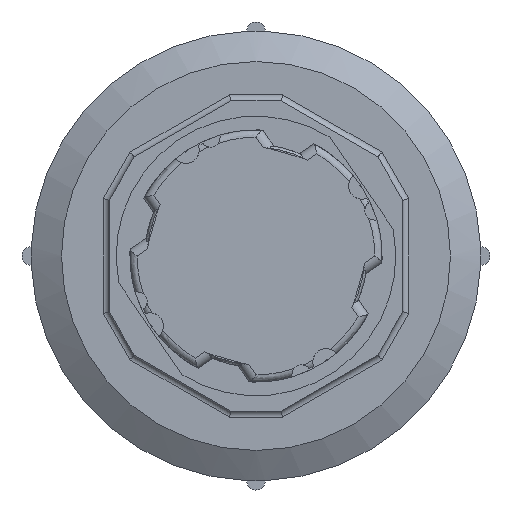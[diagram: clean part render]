
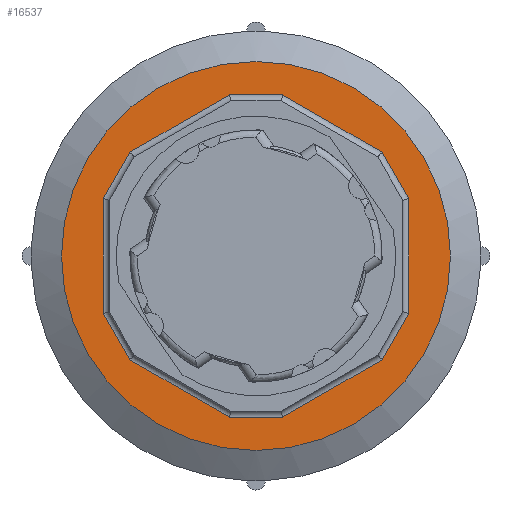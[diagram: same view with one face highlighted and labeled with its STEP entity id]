
A CAD part, front view. The second image highlights one B-rep face of the part: STEP entity #16537.
In plain terms, the highlighted planar face has unit normal (0, -1, 0).
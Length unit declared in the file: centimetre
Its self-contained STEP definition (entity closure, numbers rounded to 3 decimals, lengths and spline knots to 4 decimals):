
#334=FACE_BOUND('',#1661,.T.);
#444=CIRCLE('',#17499,1.6);
#759=FACE_OUTER_BOUND('',#1660,.T.);
#1660=EDGE_LOOP('',(#11119));
#1661=EDGE_LOOP('',(#11120,#11121,#11122,#11123,#11124,#11125,#11126,#11127,
#11128,#11129,#11130,#11131));
#2643=LINE('',#23635,#4693);
#2645=LINE('',#23643,#4695);
#2647=LINE('',#23649,#4697);
#2649=LINE('',#23656,#4699);
#2651=LINE('',#23664,#4701);
#2653=LINE('',#23670,#4703);
#2655=LINE('',#23676,#4705);
#2657=LINE('',#23681,#4707);
#2659=LINE('',#23685,#4709);
#2661=LINE('',#23691,#4711);
#2663=LINE('',#23697,#4713);
#2665=LINE('',#23702,#4715);
#4693=VECTOR('',#18892,0.9439);
#4695=VECTOR('',#18900,0.4401);
#4697=VECTOR('',#18906,0.9439);
#4699=VECTOR('',#18912,0.4401);
#4701=VECTOR('',#18920,0.4401);
#4703=VECTOR('',#18926,0.9439);
#4705=VECTOR('',#18932,0.4401);
#4707=VECTOR('',#18938,0.9439);
#4709=VECTOR('',#18942,0.9439);
#4711=VECTOR('',#18948,0.4401);
#4713=VECTOR('',#18954,0.9439);
#4715=VECTOR('',#18960,0.4401);
#6796=VERTEX_POINT('',#23633);
#6797=VERTEX_POINT('',#23634);
#6800=VERTEX_POINT('',#23642);
#6802=VERTEX_POINT('',#23648);
#6804=VERTEX_POINT('',#23654);
#6805=VERTEX_POINT('',#23655);
#6808=VERTEX_POINT('',#23663);
#6810=VERTEX_POINT('',#23669);
#6812=VERTEX_POINT('',#23675);
#6814=VERTEX_POINT('',#23684);
#6816=VERTEX_POINT('',#23690);
#6818=VERTEX_POINT('',#23696);
#6827=VERTEX_POINT('',#23731);
#8486=EDGE_CURVE('',#6796,#6797,#2643,.T.);
#8490=EDGE_CURVE('',#6797,#6800,#2645,.T.);
#8493=EDGE_CURVE('',#6800,#6802,#2647,.T.);
#8496=EDGE_CURVE('',#6804,#6805,#2649,.T.);
#8500=EDGE_CURVE('',#6802,#6808,#2651,.T.);
#8503=EDGE_CURVE('',#6808,#6810,#2653,.T.);
#8506=EDGE_CURVE('',#6810,#6812,#2655,.T.);
#8509=EDGE_CURVE('',#6812,#6804,#2657,.T.);
#8511=EDGE_CURVE('',#6805,#6814,#2659,.T.);
#8514=EDGE_CURVE('',#6814,#6816,#2661,.T.);
#8517=EDGE_CURVE('',#6816,#6818,#2663,.T.);
#8520=EDGE_CURVE('',#6818,#6796,#2665,.T.);
#8535=EDGE_CURVE('',#6827,#6827,#444,.T.);
#11119=ORIENTED_EDGE('',*,*,#8535,.T.);
#11120=ORIENTED_EDGE('',*,*,#8496,.F.);
#11121=ORIENTED_EDGE('',*,*,#8509,.F.);
#11122=ORIENTED_EDGE('',*,*,#8506,.F.);
#11123=ORIENTED_EDGE('',*,*,#8503,.F.);
#11124=ORIENTED_EDGE('',*,*,#8500,.F.);
#11125=ORIENTED_EDGE('',*,*,#8493,.F.);
#11126=ORIENTED_EDGE('',*,*,#8490,.F.);
#11127=ORIENTED_EDGE('',*,*,#8486,.F.);
#11128=ORIENTED_EDGE('',*,*,#8520,.F.);
#11129=ORIENTED_EDGE('',*,*,#8517,.F.);
#11130=ORIENTED_EDGE('',*,*,#8514,.F.);
#11131=ORIENTED_EDGE('',*,*,#8511,.F.);
#15793=PLANE('',#17498);
#16537=ADVANCED_FACE('',(#759,#334),#15793,.T.);
#17498=AXIS2_PLACEMENT_3D('',#23730,#18987,#18988);
#17499=AXIS2_PLACEMENT_3D('',#23732,#18989,#18990);
#18892=DIRECTION('',(0.866,0.,-0.5));
#18900=DIRECTION('',(1.,0.,0.));
#18906=DIRECTION('',(0.866,0.,0.5));
#18912=DIRECTION('',(-1.,0.,0.));
#18920=DIRECTION('',(0.5,0.,0.866));
#18926=DIRECTION('',(0.,0.,1.));
#18932=DIRECTION('',(-0.5,0.,0.866));
#18938=DIRECTION('',(-0.866,0.,0.5));
#18942=DIRECTION('',(-0.866,0.,-0.5));
#18948=DIRECTION('',(-0.5,0.,-0.866));
#18954=DIRECTION('',(0.,0.,-1.));
#18960=DIRECTION('',(0.5,0.,-0.866));
#18987=DIRECTION('center_axis',(0.,-1.,0.));
#18988=DIRECTION('ref_axis',(0.,0.,
-1.));
#18989=DIRECTION('center_axis',(0.,-1.,0.));
#18990=DIRECTION('ref_axis',(1.,0.,0.));
#23633=CARTESIAN_POINT('',(-0.2082,0.7892,-2.2007));
#23634=CARTESIAN_POINT('',(0.6092,0.7892,-2.6727));
#23635=CARTESIAN_POINT('',(0.5625,0.7892,-2.6457));
#23642=CARTESIAN_POINT('',(1.0493,0.7892,-2.6727));
#23643=CARTESIAN_POINT('',(1.4734,0.7892,-2.6727));
#23648=CARTESIAN_POINT('',(1.8667,0.7892,-2.2007));
#23649=CARTESIAN_POINT('',(1.82,0.7892,-2.2277));
#23654=CARTESIAN_POINT('',(1.0493,0.7892,-0.0227));
#23655=CARTESIAN_POINT('',(0.6092,0.7892,-0.0227));
#23656=CARTESIAN_POINT('',(1.68,0.7892,-0.0227));
#23663=CARTESIAN_POINT('',(2.0868,0.7892,-1.8196));
#23664=CARTESIAN_POINT('',(2.1119,0.7892,-1.776));
#23669=CARTESIAN_POINT('',(2.0868,0.7892,-0.8757));
#23670=CARTESIAN_POINT('',(2.0868,0.7892,-1.5769));
#23675=CARTESIAN_POINT('',(1.8667,0.7892,-0.4946));
#23676=CARTESIAN_POINT('',(2.2153,0.7892,-1.0983));
#23681=CARTESIAN_POINT('',(2.2171,0.7892,-0.6969));
#23684=CARTESIAN_POINT('',(-0.2082,0.7892,-0.4946));
#23685=CARTESIAN_POINT('',(0.9596,0.7892,0.1796));
#23690=CARTESIAN_POINT('',(-0.4282,0.7892,-0.8757));
#23691=CARTESIAN_POINT('',(-0.0797,0.7892,-0.272));
#23696=CARTESIAN_POINT('',(-0.4282,0.7892,-1.8196));
#23697=CARTESIAN_POINT('',(-0.4282,0.7892,-1.1184));
#23702=CARTESIAN_POINT('',(-0.183,0.7892,-2.2443));
#23730=CARTESIAN_POINT('Origin',(2.3241,0.7892,-1.3477));
#23731=CARTESIAN_POINT('',(2.4293,0.7892,-1.3477));
#23732=CARTESIAN_POINT('Origin',(0.8293,0.7892,-1.3477));
